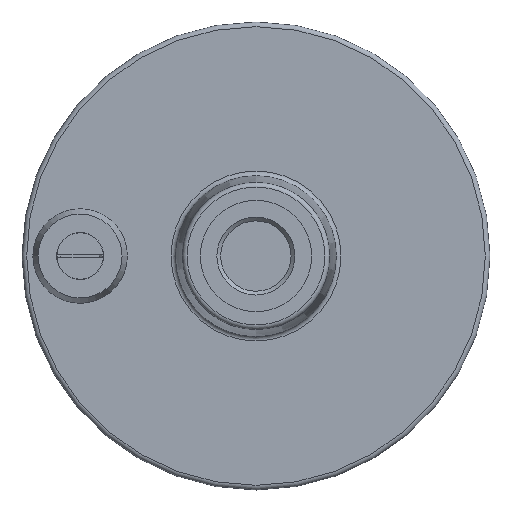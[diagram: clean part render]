
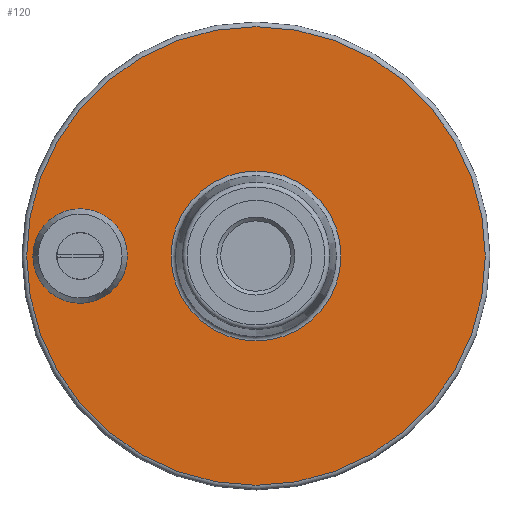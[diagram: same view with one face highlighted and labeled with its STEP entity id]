
A CAD part, front view. The second image highlights one B-rep face of the part: STEP entity #120.
In plain terms, the highlighted planar face has unit normal (0, -1, 0).
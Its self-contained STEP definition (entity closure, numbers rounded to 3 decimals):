
#120 = ADVANCED_FACE( '', ( #297, #298, #299 ), #300, .F. );
#297 = FACE_OUTER_BOUND( '', #553, .T. );
#298 = FACE_BOUND( '', #554, .T. );
#299 = FACE_BOUND( '', #555, .T. );
#300 = PLANE( '', #556 );
#553 = EDGE_LOOP( '', ( #847 ) );
#554 = EDGE_LOOP( '', ( #848 ) );
#555 = EDGE_LOOP( '', ( #849 ) );
#556 = AXIS2_PLACEMENT_3D( '', #850, #851, #852 );
#847 = ORIENTED_EDGE( '', *, *, #1352, .F. );
#848 = ORIENTED_EDGE( '', *, *, #1371, .F. );
#849 = ORIENTED_EDGE( '', *, *, #1372, .T. );
#850 = CARTESIAN_POINT( '', ( 15.507, -3., 0. ) );
#851 = DIRECTION( '', ( 0., 1., 0. ) );
#852 = DIRECTION( '', ( 0., 0., 1. ) );
#1352 = EDGE_CURVE( '', #1587, #1587, #1588, .T. );
#1371 = EDGE_CURVE( '', #1617, #1617, #1618, .F. );
#1372 = EDGE_CURVE( '', #1619, #1619, #1620, .T. );
#1587 = VERTEX_POINT( '', #1931 );
#1588 = CIRCLE( '', #1932, 39.111 );
#1617 = VERTEX_POINT( '', #1963 );
#1618 = CIRCLE( '', #1964, 8.06 );
#1619 = VERTEX_POINT( '', #1965 );
#1620 = CIRCLE( '', #1966, 14.493 );
#1931 = CARTESIAN_POINT( '', ( 30., -3., 39.111 ) );
#1932 = AXIS2_PLACEMENT_3D( '', #2618, #2619, #2620 );
#1963 = CARTESIAN_POINT( '', ( 0., -3., 8.06 ) );
#1964 = AXIS2_PLACEMENT_3D( '', #2653, #2654, #2655 );
#1965 = CARTESIAN_POINT( '', ( 30., -3., 14.493 ) );
#1966 = AXIS2_PLACEMENT_3D( '', #2656, #2657, #2658 );
#2618 = CARTESIAN_POINT( '', ( 30., -3., 0. ) );
#2619 = DIRECTION( '', ( 0., 1., 0. ) );
#2620 = DIRECTION( '', ( 0., 0., 1. ) );
#2653 = CARTESIAN_POINT( '', ( 0., -3., 0. ) );
#2654 = DIRECTION( '', ( 0., 1., 0. ) );
#2655 = DIRECTION( '', ( 0., 0., 1. ) );
#2656 = CARTESIAN_POINT( '', ( 30., -3., 0. ) );
#2657 = DIRECTION( '', ( 0., 1., 0. ) );
#2658 = DIRECTION( '', ( 0., 0., 1. ) );
